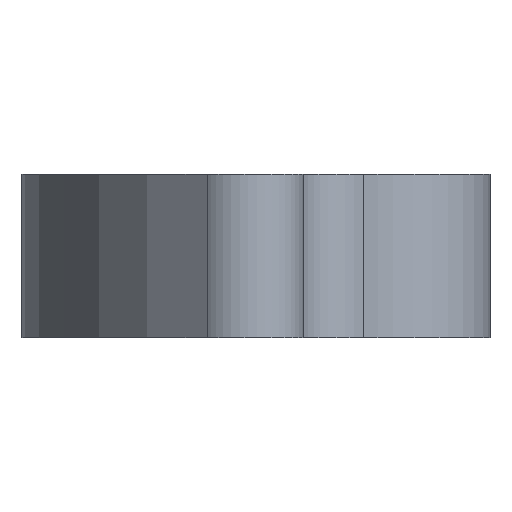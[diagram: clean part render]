
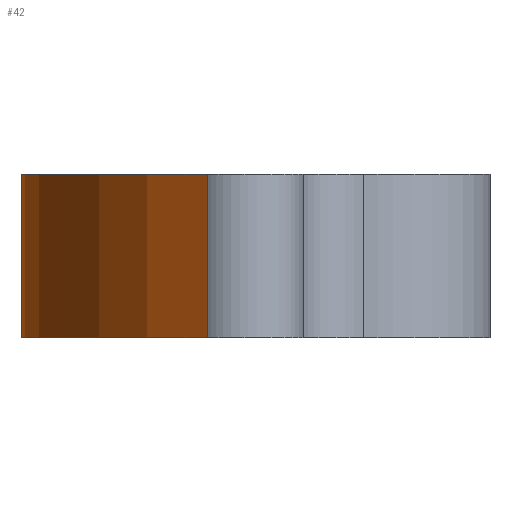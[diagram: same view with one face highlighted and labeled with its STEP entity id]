
A CAD part, left-side view. The second image highlights one B-rep face of the part: STEP entity #42.
In plain terms, the highlighted free-form (B-spline) face has degree [2, 1] with [3, 2] control points.
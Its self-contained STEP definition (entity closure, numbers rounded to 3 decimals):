
#42=ADVANCED_FACE('',(#80),#642,.T.);
#80=FACE_OUTER_BOUND('',#118,.T.);
#118=EDGE_LOOP('',(#190,#191,#192,#193));
#190=ORIENTED_EDGE('',*,*,#387,.T.);
#191=ORIENTED_EDGE('',*,*,#388,.T.);
#192=ORIENTED_EDGE('',*,*,#389,.F.);
#193=ORIENTED_EDGE('',*,*,#385,.F.);
#385=EDGE_CURVE('',#582,#583,#487,.T.);
#387=EDGE_CURVE('',#582,#584,#489,.T.);
#388=EDGE_CURVE('',#584,#585,#490,.T.);
#389=EDGE_CURVE('',#583,#585,#491,.T.);
#487=(
BOUNDED_CURVE()
B_SPLINE_CURVE(1,(#1183,#1184),.UNSPECIFIED.,.F.,.F.)
B_SPLINE_CURVE_WITH_KNOTS((2,2),(0.,5.4),.UNSPECIFIED.)
CURVE()
GEOMETRIC_REPRESENTATION_ITEM()
RATIONAL_B_SPLINE_CURVE((1.,1.))
REPRESENTATION_ITEM('')
);
#489=(
BOUNDED_CURVE()
B_SPLINE_CURVE(2,(#1190,#1191,#1192),.UNSPECIFIED.,.F.,.F.)
B_SPLINE_CURVE_WITH_KNOTS((3,3),(-9.485,13.161),
 .UNSPECIFIED.)
CURVE()
GEOMETRIC_REPRESENTATION_ITEM()
RATIONAL_B_SPLINE_CURVE((1.,0.745,1.))
REPRESENTATION_ITEM('')
);
#490=(
BOUNDED_CURVE()
B_SPLINE_CURVE(1,(#1193,#1194),.UNSPECIFIED.,.F.,.F.)
B_SPLINE_CURVE_WITH_KNOTS((2,2),(0.,5.4),.UNSPECIFIED.)
CURVE()
GEOMETRIC_REPRESENTATION_ITEM()
RATIONAL_B_SPLINE_CURVE((1.,1.))
REPRESENTATION_ITEM('')
);
#491=(
BOUNDED_CURVE()
B_SPLINE_CURVE(2,(#1195,#1196,#1197),.UNSPECIFIED.,.F.,.F.)
B_SPLINE_CURVE_WITH_KNOTS((3,3),(-9.485,13.161),
 .UNSPECIFIED.)
CURVE()
GEOMETRIC_REPRESENTATION_ITEM()
RATIONAL_B_SPLINE_CURVE((1.,0.745,1.))
REPRESENTATION_ITEM('')
);
#582=VERTEX_POINT('',#1050);
#583=VERTEX_POINT('',#1051);
#584=VERTEX_POINT('',#1052);
#585=VERTEX_POINT('',#1053);
#642=(
BOUNDED_SURFACE()
B_SPLINE_SURFACE(2,1,((#772,#773),(#774,#775),(#776,#777)),
 .UNSPECIFIED.,.F.,.F.,.F.)
B_SPLINE_SURFACE_WITH_KNOTS((3,3),(2,2),(-9.485,13.161),
(0.,5.4),.UNSPECIFIED.)
GEOMETRIC_REPRESENTATION_ITEM()
RATIONAL_B_SPLINE_SURFACE(((1.,1.),(0.745,0.745),
(1.,1.)))
REPRESENTATION_ITEM('')
SURFACE()
);
#772=CARTESIAN_POINT('',(-12.365,-0.635,8.2));
#773=CARTESIAN_POINT('',(-12.365,-0.635,2.8));
#774=CARTESIAN_POINT('',(-3.984,10.431,8.2));
#775=CARTESIAN_POINT('',(-3.984,10.431,2.8));
#776=CARTESIAN_POINT('',(7.94,3.325,8.2));
#777=CARTESIAN_POINT('',(7.94,3.325,2.8));
#1050=CARTESIAN_POINT('',(-12.365,-0.635,8.2));
#1051=CARTESIAN_POINT('',(-12.365,-0.635,2.8));
#1052=CARTESIAN_POINT('',(7.94,3.325,8.2));
#1053=CARTESIAN_POINT('',(7.94,3.325,2.8));
#1183=CARTESIAN_POINT('',(-12.365,-0.635,8.2));
#1184=CARTESIAN_POINT('',(-12.365,-0.635,2.8));
#1190=CARTESIAN_POINT('',(-12.365,-0.635,8.2));
#1191=CARTESIAN_POINT('',(-3.984,10.431,8.2));
#1192=CARTESIAN_POINT('',(7.94,3.325,8.2));
#1193=CARTESIAN_POINT('',(7.94,3.325,8.2));
#1194=CARTESIAN_POINT('',(7.94,3.325,2.8));
#1195=CARTESIAN_POINT('',(-12.365,-0.635,2.8));
#1196=CARTESIAN_POINT('',(-3.984,10.431,2.8));
#1197=CARTESIAN_POINT('',(7.94,3.325,2.8));
